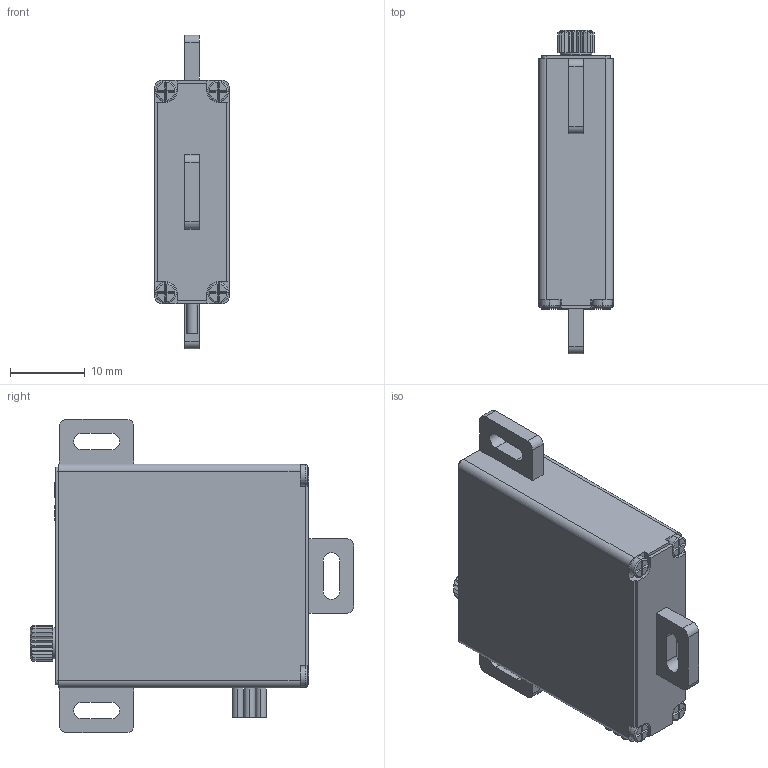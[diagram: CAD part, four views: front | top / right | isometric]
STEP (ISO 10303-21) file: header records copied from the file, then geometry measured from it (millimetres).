
FILE_DESCRIPTION (( 'STEP AP214' ), '1' );
FILE_NAME ('Hitec HS-5125MG Slim Wing Servo.STEP', '2020-05-23T03:52:59', ( 'Admin' ), ( '' ), 'SwSTEP 2.0', 'SolidWorks 2018', '' );
FILE_SCHEMA (( 'AUTOMOTIVE_DESIGN' ));
Length unit declared in the file: millimetre
Products named in the file (1): Hitec HS-5125MG Slim Wing Servo
Bounding box: 10 x 43.34 x 42 mm (x, y, z)
Volume: 10460.3 mm3; surface area: 3882.1 mm2
Topology: 1 solids, 1 shells, 286 faces, 708 edges, 446 vertices
Faces by surface type: plane 221, cylinder 55, torus 8, cone 2
Entity records: 10416 total; most frequent: CARTESIAN_POINT 1585, ORIENTED_EDGE 1416, DIRECTION 1410, EDGE_CURVE 708, VECTOR 484, LINE 484, AXIS2_PLACEMENT_3D 463, VERTEX_POINT 446
